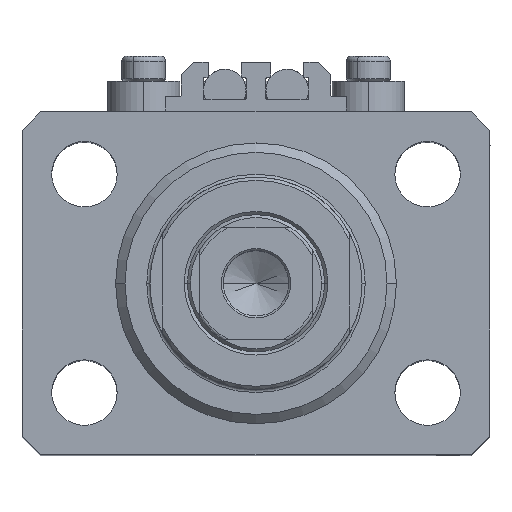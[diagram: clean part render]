
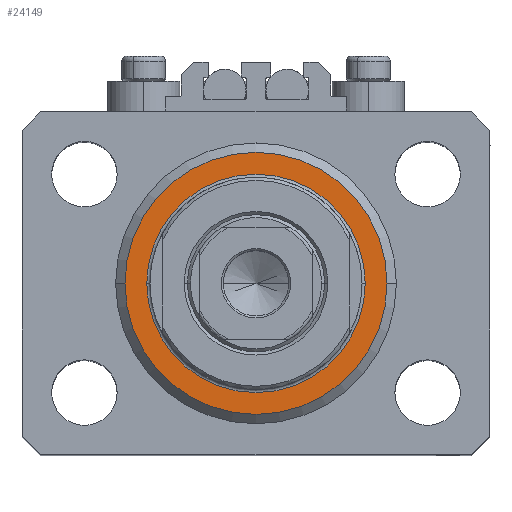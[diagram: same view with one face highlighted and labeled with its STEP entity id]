
A CAD part, top view. The second image highlights one B-rep face of the part: STEP entity #24149.
In plain terms, the highlighted face is planar.
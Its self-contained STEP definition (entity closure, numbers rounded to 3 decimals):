
#676 = AXIS2_PLACEMENT_3D ( 'NONE', #41563, #8090, #3968 ) ;
#1641 = EDGE_CURVE ( 'NONE', #10965, #28082, #5416, .T. ) ;
#2899 = AXIS2_PLACEMENT_3D ( 'NONE', #25590, #29506, #43926 ) ;
#3968 = DIRECTION ( 'NONE',  ( 1., 0., 0. ) ) ;
#5062 = DIRECTION ( 'NONE',  ( 1., 0., 0. ) ) ;
#5416 = CIRCLE ( 'NONE', #42868, 17.5 ) ;
#6771 = DIRECTION ( 'NONE',  ( 0., 0., 1. ) ) ;
#7286 = EDGE_CURVE ( 'NONE', #45246, #40290, #30453, .T. ) ;
#8090 = DIRECTION ( 'NONE',  ( 0., 0., 1. ) ) ;
#8507 = ORIENTED_EDGE ( 'NONE', *, *, #18766, .T. ) ;
#10708 = DIRECTION ( 'NONE',  ( 0., 0., -1. ) ) ;
#10965 = VERTEX_POINT ( 'NONE', #23339 ) ;
#11768 = FACE_BOUND ( 'NONE', #30572, .T. ) ;
#16129 = CIRCLE ( 'NONE', #2899, 21. ) ;
#16138 = ORIENTED_EDGE ( 'NONE', *, *, #7286, .T. ) ;
#18766 = EDGE_CURVE ( 'NONE', #28082, #10965, #30807, .T. ) ;
#21715 = EDGE_CURVE ( 'NONE', #40290, #45246, #16129, .T. ) ;
#22618 = CARTESIAN_POINT ( 'NONE',  ( 21., 0., 0. ) ) ;
#23339 = CARTESIAN_POINT ( 'NONE',  ( 17.5, 0., 0. ) ) ;
#24149 = ADVANCED_FACE ( 'NONE', ( #11768, #26664 ), #37432, .F. ) ;
#25580 = CARTESIAN_POINT ( 'NONE',  ( 0., 0., 0. ) ) ;
#25590 = CARTESIAN_POINT ( 'NONE',  ( 0., 0., 0. ) ) ;
#26664 = FACE_OUTER_BOUND ( 'NONE', #37868, .T. ) ;
#28082 = VERTEX_POINT ( 'NONE', #34385 ) ;
#28281 = DIRECTION ( 'NONE',  ( 1., 0., 0. ) ) ;
#29506 = DIRECTION ( 'NONE',  ( 0., 0., -1. ) ) ;
#29580 = ORIENTED_EDGE ( 'NONE', *, *, #21715, .T. ) ;
#30229 = CARTESIAN_POINT ( 'NONE',  ( 0., 0., 0. ) ) ;
#30453 = CIRCLE ( 'NONE', #36698, 21. ) ;
#30572 = EDGE_LOOP ( 'NONE', ( #33963, #8507 ) ) ;
#30714 = DIRECTION ( 'NONE',  ( 0., 0., 1. ) ) ;
#30807 = CIRCLE ( 'NONE', #37153, 17.5 ) ;
#33963 = ORIENTED_EDGE ( 'NONE', *, *, #1641, .T. ) ;
#34385 = CARTESIAN_POINT ( 'NONE',  ( -17.5, 0., 0. ) ) ;
#36698 = AXIS2_PLACEMENT_3D ( 'NONE', #43458, #10708, #43939 ) ;
#37153 = AXIS2_PLACEMENT_3D ( 'NONE', #25580, #6771, #28281 ) ;
#37432 = PLANE ( 'NONE',  #676 ) ;
#37752 = CARTESIAN_POINT ( 'NONE',  ( -21., 0., 0. ) ) ;
#37868 = EDGE_LOOP ( 'NONE', ( #29580, #16138 ) ) ;
#40290 = VERTEX_POINT ( 'NONE', #22618 ) ;
#41563 = CARTESIAN_POINT ( 'NONE',  ( 0., 0., 0. ) ) ;
#42868 = AXIS2_PLACEMENT_3D ( 'NONE', #30229, #30714, #5062 ) ;
#43458 = CARTESIAN_POINT ( 'NONE',  ( 0., 0., 0. ) ) ;
#43926 = DIRECTION ( 'NONE',  ( 1., 0., 0. ) ) ;
#43939 = DIRECTION ( 'NONE',  ( 1., 0., 0. ) ) ;
#45246 = VERTEX_POINT ( 'NONE', #37752 ) ;
